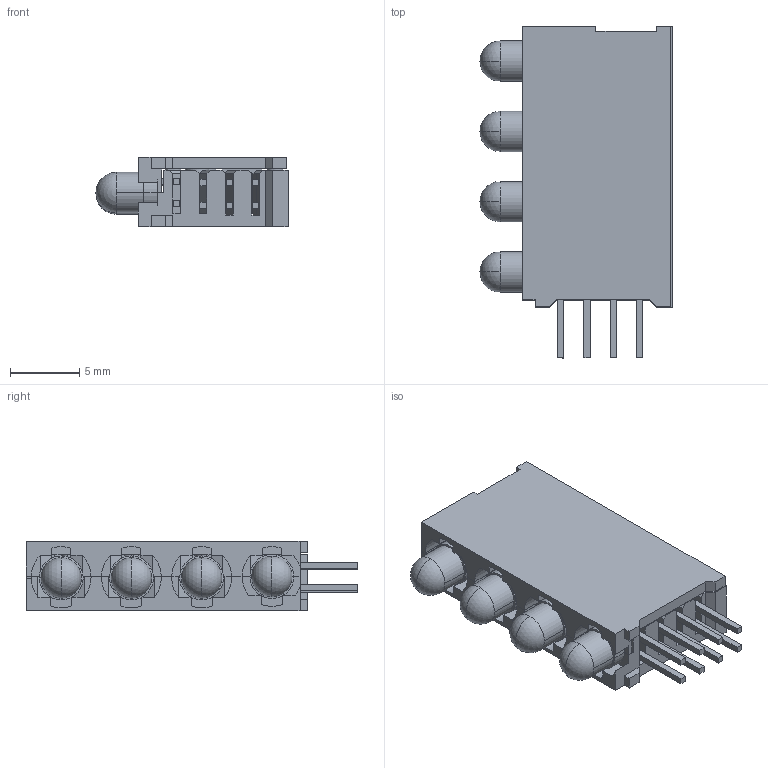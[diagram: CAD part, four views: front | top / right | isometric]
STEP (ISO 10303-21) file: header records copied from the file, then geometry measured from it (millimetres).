
FILE_DESCRIPTION (( 'STEP AP214' ), '1' );
FILE_NAME ('5694F_Series.STEP', '2019-06-27T22:03:13', ( 'user' ), ( 'Microsoft' ), 'SwSTEP 2.0', 'SolidWorks 2018', '' );
FILE_SCHEMA (( 'AUTOMOTIVE_DESIGN' ));
Length unit declared in the file: inch
Products named in the file (7): 5694F_Series; 3mmLED(5694)_1.2; 3mmLED(5694)_1.2(2); 3mmLED(5694)_1.2(3); 3mmLED(5694)_1.2(4); F25247BKRY-B^5694F_Series; F25246BKRY-C
Assembly tree (6 placements, depth 2):
  5694F_Series
    F25246BKRY-C
    F25247BKRY-B^5694F_Series
    3mmLED(5694)_1.2(4)
    3mmLED(5694)_1.2(3)
    3mmLED(5694)_1.2(2)
    3mmLED(5694)_1.2
Bounding box: 13.9 x 24 x 5 mm (x, y, z)
Volume: 769.6 mm3; surface area: 2003.8 mm2
Topology: 6 solids, 6 shells, 490 faces, 1240 edges, 790 vertices
Faces by surface type: plane 341, cylinder 97, cone 44, sphere 8
Entity records: 14808 total; most frequent: CARTESIAN_POINT 2578, ORIENTED_EDGE 2464, DIRECTION 2461, EDGE_CURVE 1232, VECTOR 967, LINE 967, VERTEX_POINT 790, AXIS2_PLACEMENT_3D 747
